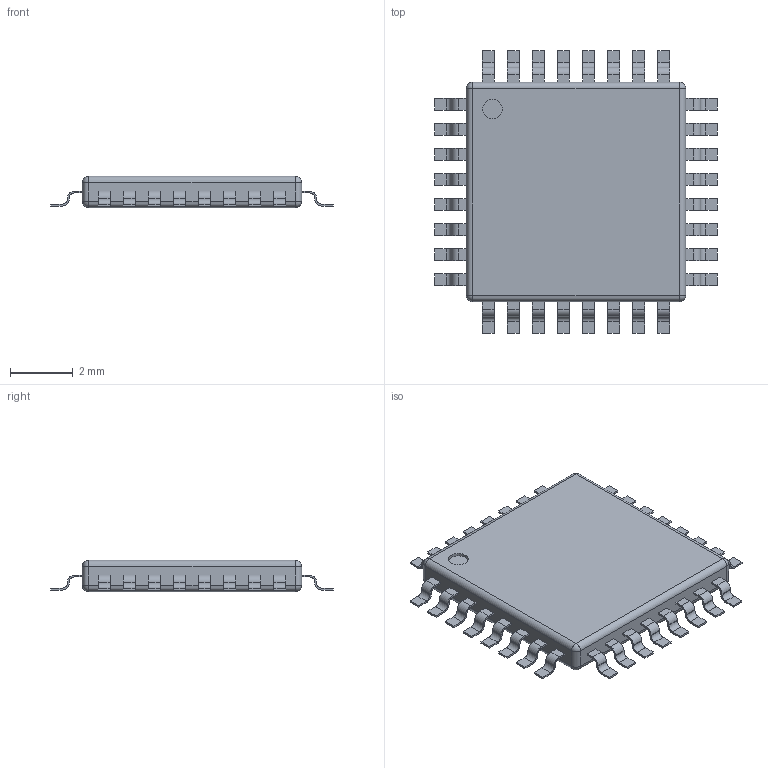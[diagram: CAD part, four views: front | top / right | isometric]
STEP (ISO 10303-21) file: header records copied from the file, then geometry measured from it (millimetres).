
FILE_DESCRIPTION (( 'STEP AP214' ), '1' );
FILE_NAME ('User Library-TQFP32-2.STEP', '2020-03-20T11:54:45', ( '' ), ( '' ), 'SwSTEP 2.0', 'SolidWorks 2019', '' );
FILE_SCHEMA (( 'AUTOMOTIVE_DESIGN' ));
Length unit declared in the file: millimetre
Products named in the file (1): User Library-TQFP32-2
Bounding box: 9 x 9 x 1 mm (x, y, z)
Volume: 49.4 mm3; surface area: 156.1 mm2
Topology: 1 solids, 1 shells, 445 faces, 1214 edges, 796 vertices
Faces by surface type: plane 295, cylinder 142, sphere 8
Entity records: 18595 total; most frequent: CARTESIAN_POINT 2448, ORIENTED_EDGE 2412, DIRECTION 2382, EDGE_CURVE 1206, VECTOR 922, LINE 922, VERTEX_POINT 796, AXIS2_PLACEMENT_3D 730
